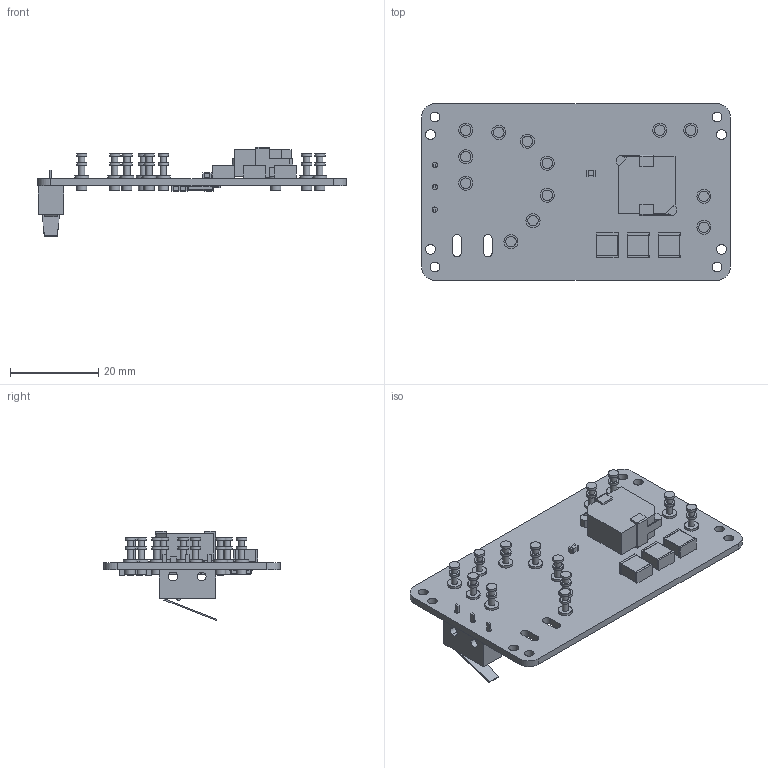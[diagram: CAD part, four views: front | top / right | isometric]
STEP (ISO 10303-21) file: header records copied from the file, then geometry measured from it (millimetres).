
FILE_DESCRIPTION(('KiCad electronic assembly'),'2;1');
FILE_NAME('picobus-deployer-pcb.step','2020-01-10T13:54:05',('An Author' ),('A Company'),'Open CASCADE STEP processor 7.4', 'KiCad to STEP converter','Unknown');
FILE_SCHEMA(('AUTOMOTIVE_DESIGN { 1 0 10303 214 1 1 1 1 }'));
Length unit declared in the file: millimetre
Products named in the file (20): Open CASCADE STEP translator 7.4 1; C_0805_2012Metric; SOLID; KEYSTONE-1502-2; SO-8FL; SRP1270; D2F-L; TSSOP-14_4.4x5mm_P0.65mm; R_0805_2012Metric; TDSON-8-1; C_2220_5650Metric; COMPOUND
Assembly tree (42 placements, depth 3):
  Open CASCADE STEP translator 7.4 1
    C_0805_2012Metric  x7
      SOLID
    KEYSTONE-1502-2  x13
      SOLID
    SO-8FL
      SOLID
    SRP1270
      SOLID
    D2F-L
      SOLID
    TSSOP-14_4.4x5mm_P0.65mm
      SOLID
    R_0805_2012Metric  x4
      SOLID
    TDSON-8-1
      SOLID
    C_2220_5650Metric  x3
      SOLID
    COMPOUND
Bounding box: 70 x 40 x 20.2 mm (x, y, z)
Volume: 6384.9 mm3; surface area: 9128.9 mm2
Topology: 33 solids, 33 shells, 1110 faces, 2722 edges, 1765 vertices
Faces by surface type: plane 690, cylinder 349, bspline 54, cone 17
Full cylindrical faces by diameter (mm): 0.5 x2, 1.2 x3, 1.4 x26, 1.63 x13, 2.2 x8, 2.29 x13, 2.36 x26, 2.6 x13, 3.18 x13
Entity records: 45989 total; most frequent: CARTESIAN_POINT 8141, DIRECTION 6210, LINE 4216, VECTOR 4216, ORIENTED_EDGE 3322, PCURVE 3322, DEFINITIONAL_REPRESENTATION 3322, EDGE_CURVE 1661
